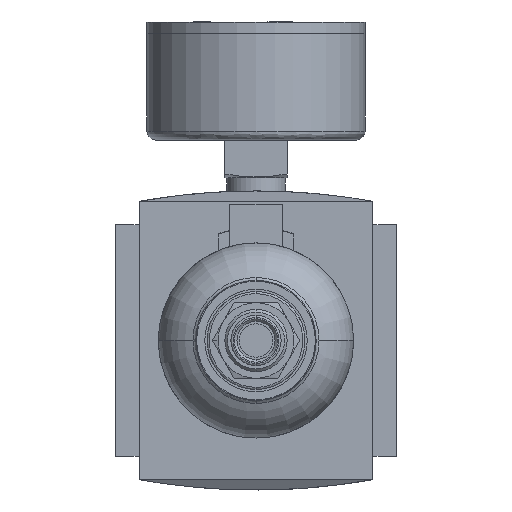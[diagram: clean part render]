
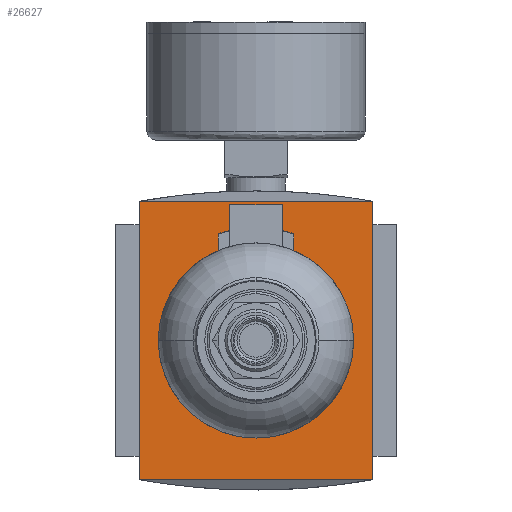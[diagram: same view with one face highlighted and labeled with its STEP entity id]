
A CAD part, front view. The second image highlights one B-rep face of the part: STEP entity #26627.
In plain terms, the highlighted planar face has unit normal (0, -1, 0).
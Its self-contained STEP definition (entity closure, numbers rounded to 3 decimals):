
#462 = VERTEX_POINT ( 'NONE', #28120 ) ;
#778 = DIRECTION ( 'NONE',  ( 0., 0., -1. ) ) ;
#805 = EDGE_LOOP ( 'NONE', ( #23539, #1741, #8308, #18569 ) ) ;
#1466 = VECTOR ( 'NONE', #17813, 1000. ) ;
#1741 = ORIENTED_EDGE ( 'NONE', *, *, #20502, .F. ) ;
#1764 = CARTESIAN_POINT ( 'NONE',  ( 0., -37.5, 116.435 ) ) ;
#3530 = VECTOR ( 'NONE', #778, 1000. ) ;
#4013 = VERTEX_POINT ( 'NONE', #10269 ) ;
#4468 = LINE ( 'NONE', #29523, #1466 ) ;
#5681 = LINE ( 'NONE', #17454, #29906 ) ;
#5971 = LINE ( 'NONE', #30402, #11593 ) ;
#8308 = ORIENTED_EDGE ( 'NONE', *, *, #30788, .F. ) ;
#8543 = PLANE ( 'NONE',  #19135 ) ;
#8945 = DIRECTION ( 'NONE',  ( 0., 0., 1. ) ) ;
#9924 = LINE ( 'NONE', #10365, #3530 ) ;
#10269 = CARTESIAN_POINT ( 'NONE',  ( 26.25, -37.5, -31.25 ) ) ;
#10365 = CARTESIAN_POINT ( 'NONE',  ( 26.25, -37.5, 116.435 ) ) ;
#11155 = DIRECTION ( 'NONE',  ( 0., 1., 0. ) ) ;
#11593 = VECTOR ( 'NONE', #11612, 1000. ) ;
#11612 = DIRECTION ( 'NONE',  ( 1., 0., 0. ) ) ;
#12635 = EDGE_CURVE ( 'NONE', #4013, #14103, #5681, .T. ) ;
#12760 = DIRECTION ( 'NONE',  ( -1., 0., 0. ) ) ;
#14103 = VERTEX_POINT ( 'NONE', #23591 ) ;
#17454 = CARTESIAN_POINT ( 'NONE',  ( 0., -37.5, -31.25 ) ) ;
#17813 = DIRECTION ( 'NONE',  ( 0., 0., 1. ) ) ;
#18569 = ORIENTED_EDGE ( 'NONE', *, *, #29882, .F. ) ;
#19135 = AXIS2_PLACEMENT_3D ( 'NONE', #1764, #11155, #8945 ) ;
#19993 = FACE_OUTER_BOUND ( 'NONE', #805, .T. ) ;
#20417 = VERTEX_POINT ( 'NONE', #26288 ) ;
#20502 = EDGE_CURVE ( 'NONE', #462, #4013, #9924, .T. ) ;
#23539 = ORIENTED_EDGE ( 'NONE', *, *, #12635, .F. ) ;
#23591 = CARTESIAN_POINT ( 'NONE',  ( -26.25, -37.5, -31.25 ) ) ;
#26288 = CARTESIAN_POINT ( 'NONE',  ( -26.25, -37.5, 31.25 ) ) ;
#26627 = ADVANCED_FACE ( 'NONE', ( #19993 ), #8543, .F. ) ;
#28120 = CARTESIAN_POINT ( 'NONE',  ( 26.25, -37.5, 31.25 ) ) ;
#29523 = CARTESIAN_POINT ( 'NONE',  ( -26.25, -37.5, 116.435 ) ) ;
#29882 = EDGE_CURVE ( 'NONE', #14103, #20417, #4468, .T. ) ;
#29906 = VECTOR ( 'NONE', #12760, 1000. ) ;
#30402 = CARTESIAN_POINT ( 'NONE',  ( 0., -37.5, 31.25 ) ) ;
#30788 = EDGE_CURVE ( 'NONE', #20417, #462, #5971, .T. ) ;
